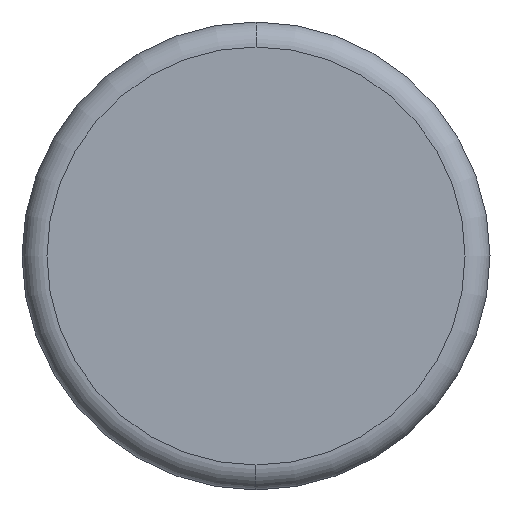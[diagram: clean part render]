
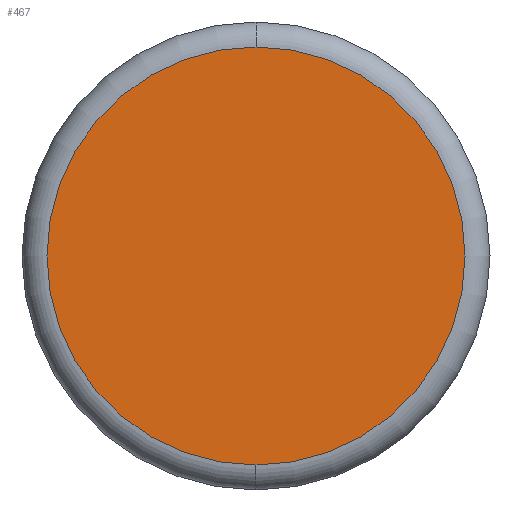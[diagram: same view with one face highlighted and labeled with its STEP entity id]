
A CAD part, front view. The second image highlights one B-rep face of the part: STEP entity #467.
In plain terms, the highlighted planar face has unit normal (0, -1, 0).
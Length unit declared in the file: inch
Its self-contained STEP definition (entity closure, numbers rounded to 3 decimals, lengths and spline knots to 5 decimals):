
#24 = CIRCLE ( 'NONE', #45, 0.08375 ) ;
#45 = AXIS2_PLACEMENT_3D ( 'NONE', #121, #446, #382 ) ;
#61 = CARTESIAN_POINT ( 'NONE',  ( 0., 0., 0.08375 ) ) ;
#98 = CIRCLE ( 'NONE', #297, 0.08375 ) ;
#108 = DIRECTION ( 'NONE',  ( 0., -1., 0. ) ) ;
#121 = CARTESIAN_POINT ( 'NONE',  ( 0., 0., 0. ) ) ;
#167 = CARTESIAN_POINT ( 'NONE',  ( 0., 0., -0.08375 ) ) ;
#211 = CARTESIAN_POINT ( 'NONE',  ( 0., 0., 0. ) ) ;
#221 = VERTEX_POINT ( 'NONE', #61 ) ;
#240 = DIRECTION ( 'NONE',  ( 0., 0., -1. ) ) ;
#254 = EDGE_LOOP ( 'NONE', ( #418, #276 ) ) ;
#268 = AXIS2_PLACEMENT_3D ( 'NONE', #211, #374, #240 ) ;
#276 = ORIENTED_EDGE ( 'NONE', *, *, #319, .T. ) ;
#297 = AXIS2_PLACEMENT_3D ( 'NONE', #321, #108, #520 ) ;
#319 = EDGE_CURVE ( 'NONE', #221, #456, #98, .T. ) ;
#321 = CARTESIAN_POINT ( 'NONE',  ( 0., 0., 0. ) ) ;
#333 = PLANE ( 'NONE',  #268 ) ;
#374 = DIRECTION ( 'NONE',  ( 0., -1., 0. ) ) ;
#382 = DIRECTION ( 'NONE',  ( 0., 0., -1. ) ) ;
#418 = ORIENTED_EDGE ( 'NONE', *, *, #479, .T. ) ;
#446 = DIRECTION ( 'NONE',  ( 0., -1., 0. ) ) ;
#456 = VERTEX_POINT ( 'NONE', #167 ) ;
#467 = ADVANCED_FACE ( 'NONE', ( #537 ), #333, .T. ) ;
#479 = EDGE_CURVE ( 'NONE', #456, #221, #24, .T. ) ;
#520 = DIRECTION ( 'NONE',  ( 0., 0., -1. ) ) ;
#537 = FACE_OUTER_BOUND ( 'NONE', #254, .T. ) ;
